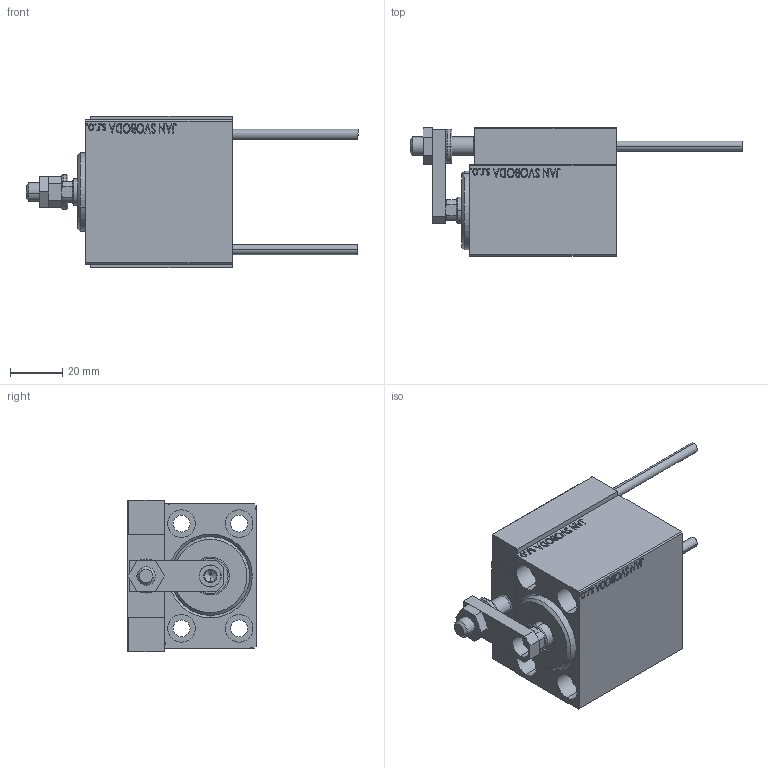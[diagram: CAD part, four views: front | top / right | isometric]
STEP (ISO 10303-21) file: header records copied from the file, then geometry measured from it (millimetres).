
FILE_DESCRIPTION (( 'STEP AP203' ), '1' );
FILE_NAME ('23b6.STEP', '2021-11-02T01:35:30', ( '' ), ( '' ), 'SwSTEP 2.0', 'SolidWorks 2019', '' );
FILE_SCHEMA (( 'CONFIG_CONTROL_DESIGN' ));
Length unit declared in the file: millimetre
Products named in the file (15): V450CM_C_VCP 42afc9cd7c8309a5f3b905ea73319fe9; SWITCH DIM B,W 42afc9cd7c8309a5f3b905ea73319fe9; SWITCH_X_FRONT_BACK 42afc9cd7c8309a5f3b905ea73319fe9; ZARAZKA 42afc9cd7c8309a5f3b905ea73319fe9; V450CM_VC_B 42afc9cd7c8309a5f3b905ea73319fe9; TYC_L79 42afc9cd7c8309a5f3b905ea73319fe9; 23b6; Block 42afc9cd7c8309a5f3b905ea73319fe9; KONCOVKA 42afc9cd7c8309a5f3b905ea73319fe9; V450CM_C 42afc9cd7c8309a5f3b905ea73319fe9; MAGNET 42afc9cd7c8309a5f3b905ea73319fe9; SWITCH X 42afc9cd7c8309a5f3b905ea73319fe9; ALLEN BOLT D5 42afc9cd7c8309a5f3b905ea73319fe9; NUT_D12 42afc9cd7c8309a5f3b905ea73319fe9; ALLEN BOLT D8 42afc9cd7c8309a5f3b905ea73319fe9
Assembly tree (24 placements, depth 3):
  23b6
    V450CM_C 42afc9cd7c8309a5f3b905ea73319fe9
    SWITCH X 42afc9cd7c8309a5f3b905ea73319fe9
      SWITCH_X_FRONT_BACK 42afc9cd7c8309a5f3b905ea73319fe9  x2
      TYC_L79 42afc9cd7c8309a5f3b905ea73319fe9
      Block 42afc9cd7c8309a5f3b905ea73319fe9  x2
      ALLEN BOLT D5 42afc9cd7c8309a5f3b905ea73319fe9  x4
      ALLEN BOLT D8 42afc9cd7c8309a5f3b905ea73319fe9  x4
      MAGNET 42afc9cd7c8309a5f3b905ea73319fe9  x2
      KONCOVKA 42afc9cd7c8309a5f3b905ea73319fe9  x2
    NUT_D12 42afc9cd7c8309a5f3b905ea73319fe9
    SWITCH DIM B,W 42afc9cd7c8309a5f3b905ea73319fe9
    ZARAZKA 42afc9cd7c8309a5f3b905ea73319fe9
    V450CM_C_VCP 42afc9cd7c8309a5f3b905ea73319fe9
    V450CM_VC_B 42afc9cd7c8309a5f3b905ea73319fe9
Bounding box: 126.7 x 49 x 58 mm (x, y, z)
Volume: 137743.6 mm3; surface area: 50887.1 mm2
Topology: 23 solids, 23 shells, 1281 faces, 3070 edges, 1963 vertices
Faces by surface type: plane 561, bspline 380, cylinder 186, cone 106, torus 44, sphere 4
Entity records: 50195 total; most frequent: CARTESIAN_POINT 25911, ORIENTED_EDGE 5160, DIRECTION 3470, EDGE_CURVE 2580, VERTEX_POINT 1687, VECTOR 1482, LINE 1482, EDGE_LOOP 1191
